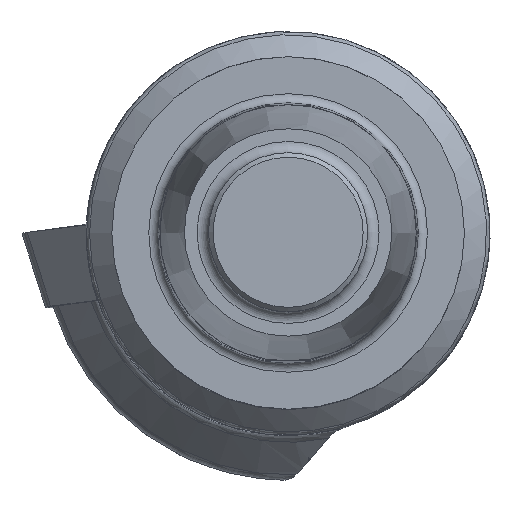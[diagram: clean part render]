
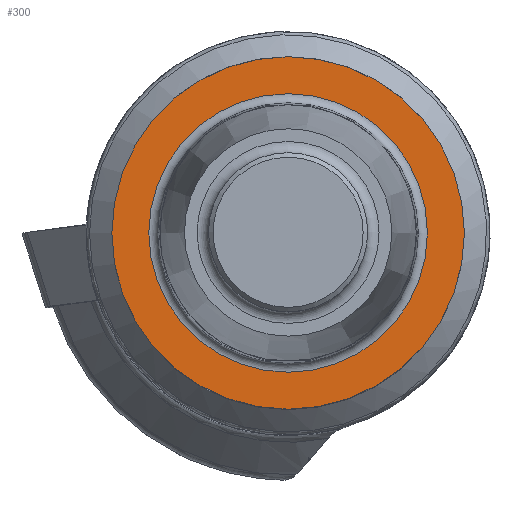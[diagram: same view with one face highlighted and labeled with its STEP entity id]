
A CAD part, top view. The second image highlights one B-rep face of the part: STEP entity #300.
In plain terms, the highlighted planar face has unit normal (0, 0, 1).
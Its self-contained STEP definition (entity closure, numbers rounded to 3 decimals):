
#300=ADVANCED_FACE('',(#499,#500),#399,.F.);
#399=PLANE('',#1951);
#452=CIRCLE('',#1948,7.75);
#453=CIRCLE('',#1950,6.124);
#499=FACE_BOUND('',#564,.T.);
#500=FACE_BOUND('',#565,.T.);
#564=EDGE_LOOP('',(#891));
#565=EDGE_LOOP('',(#892));
#891=ORIENTED_EDGE('',*,*,#1535,.T.);
#892=ORIENTED_EDGE('',*,*,#1534,.F.);
#1356=VERTEX_POINT('',#2947);
#1357=VERTEX_POINT('',#2950);
#1534=EDGE_CURVE('',#1356,#1356,#452,.T.);
#1535=EDGE_CURVE('',#1357,#1357,#453,.T.);
#1948=AXIS2_PLACEMENT_3D('',#2946,#2177,#2178);
#1950=AXIS2_PLACEMENT_3D('',#2949,#2181,#2182);
#1951=AXIS2_PLACEMENT_3D('',#2951,#2183,#2184);
#2177=DIRECTION('',(0.,0.,-1.));
#2178=DIRECTION('',(-1.,0.,0.));
#2181=DIRECTION('',(0.,0.,-1.));
#2182=DIRECTION('',(-1.,0.,0.));
#2183=DIRECTION('',(0.,0.,-1.));
#2184=DIRECTION('',(-1.,0.,0.));
#2946=CARTESIAN_POINT('',(0.,0.,
0.));
#2947=CARTESIAN_POINT('',(-7.75,0.,0.));
#2949=CARTESIAN_POINT('',(0.,0.,
0.));
#2950=CARTESIAN_POINT('',(-6.124,0.,0.));
#2951=CARTESIAN_POINT('',(-5.739,0.,0.));
